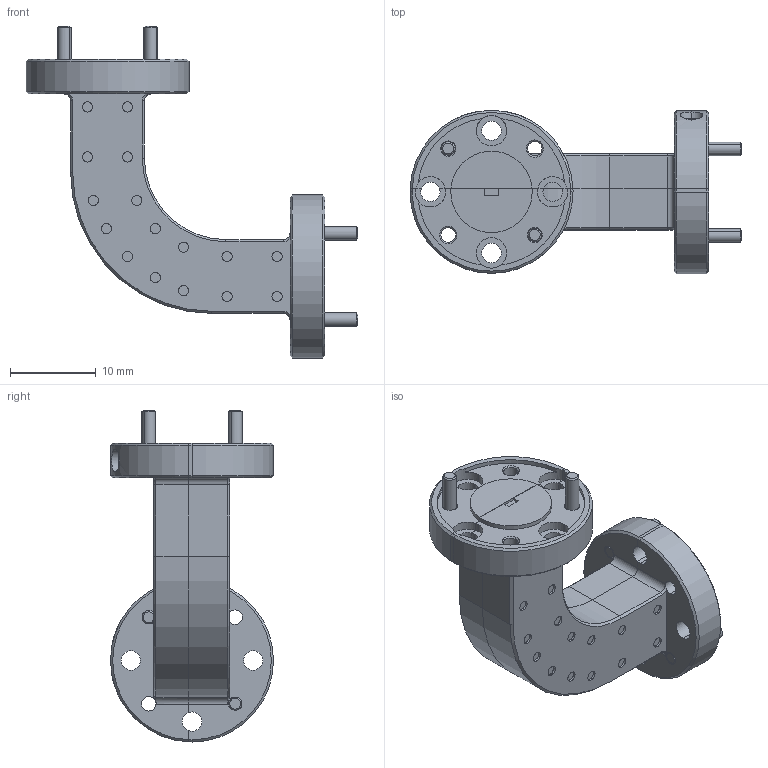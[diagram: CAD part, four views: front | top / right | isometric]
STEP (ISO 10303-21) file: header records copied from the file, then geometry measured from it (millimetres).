
FILE_DESCRIPTION (( 'STEP AP203' ), '1' );
FILE_NAME ('WB-HD-A-SB-L.STEP', '2022-12-02T20:10:04', ( '' ), ( '' ), 'SwSTEP 2.0', 'SolidWorks 2021', '' );
FILE_SCHEMA (( 'CONFIG_CONTROL_DESIGN' ));
Length unit declared in the file: inch
Products named in the file (1): WB-HD-A-SB-L
Bounding box: 38.8 x 19.05 x 38.8 mm (x, y, z)
Volume: 4836.2 mm3; surface area: 4954 mm2
Topology: 26 solids, 26 shells, 908 faces, 1910 edges, 1148 vertices
Faces by surface type: plane 328, cylinder 300, cone 280
Entity records: 24891 total; most frequent: CARTESIAN_POINT 5013, DIRECTION 4444, ORIENTED_EDGE 3820, EDGE_CURVE 1910, AXIS2_PLACEMENT_3D 1799, VERTEX_POINT 1148, EDGE_LOOP 1026, ADVANCED_FACE 908
